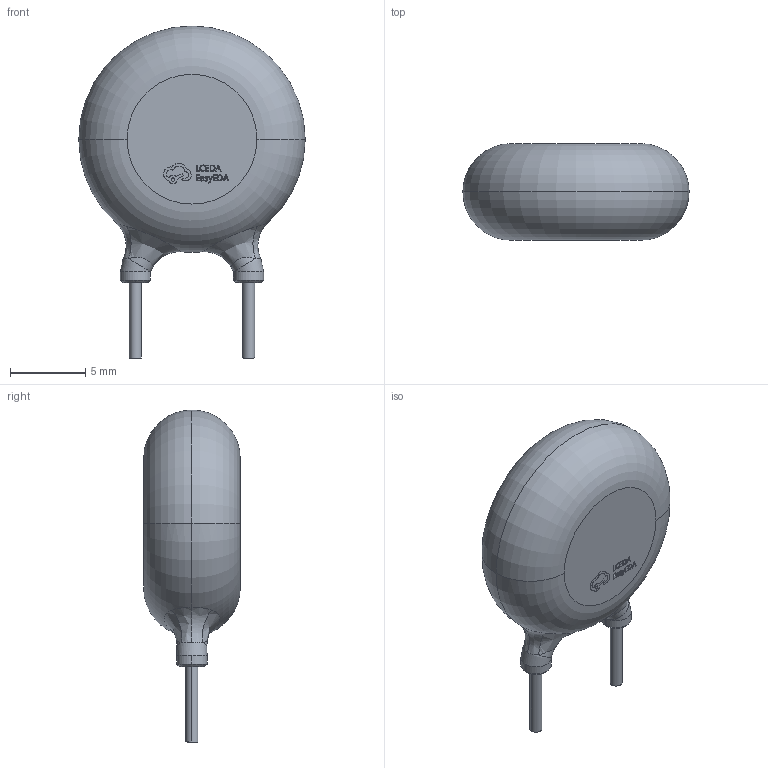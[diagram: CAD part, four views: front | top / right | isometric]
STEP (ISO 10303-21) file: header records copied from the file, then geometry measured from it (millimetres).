
FILE_DESCRIPTION (( 'STEP AP214' ), '1' );
FILE_NAME ('RES-TH_L15.0-W6.4-P7.50-D0.8.STEP', '2023-05-19T05:55:35', ( 'PC' ), ( 'Microsoft' ), 'SwSTEP 2.0', 'SolidWorks 2020', '' );
FILE_SCHEMA (( 'AUTOMOTIVE_DESIGN' ));
Length unit declared in the file: millimetre
Products named in the file (1): RES-TH_L15.0-W6.4-P7.50-D0.8
Bounding box: 15 x 6.41 x 22 mm (x, y, z)
Volume: 971.5 mm3; surface area: 575.1 mm2
Topology: 1 solids, 1 shells, 255 faces, 684 edges, 448 vertices
Faces by surface type: plane 128, bspline 106, cylinder 11, torus 6, cone 4
Entity records: 12385 total; most frequent: CARTESIAN_POINT 4138, ORIENTED_EDGE 1360, DIRECTION 690, EDGE_CURVE 680, VERTEX_POINT 448, B_SPLINE_CURVE_WITH_KNOTS 338, LINE 294, VECTOR 294
